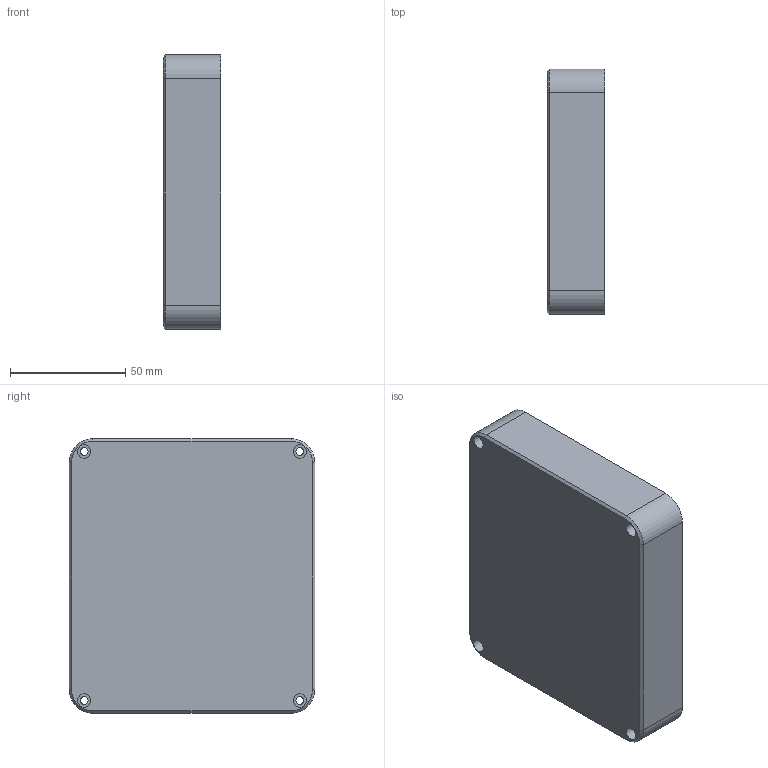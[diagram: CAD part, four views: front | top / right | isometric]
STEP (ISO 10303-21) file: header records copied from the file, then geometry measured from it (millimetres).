
FILE_DESCRIPTION(/* description */ (''),/* implementation_level */ '2;1');
FILE_NAME(/* name */ 'Case_V1.3_LHalf_novent.step.step',/* time_stamp */ '2026-01-28T13:09:58-05:00',/* author */ (''),/* organization */ (''),/* preprocessor_version */ 'ST-DEVELOPER v20.1',/* originating_system */ 'Autodesk Translation Framework v14.24.0.0',/* authorisation */ '');
FILE_SCHEMA (('AUTOMOTIVE_DESIGN { 1 0 10303 214 3 1 1 }'));
Length unit declared in the file: millimetre
Products named in the file (1): 2026-01-28-13-09-58-623
Bounding box: 25 x 106.5 x 119 mm (x, y, z)
Volume: 264345.5 mm3; surface area: 41896 mm2
Topology: 1 solids, 1 shells, 39 faces, 88 edges, 56 vertices
Faces by surface type: plane 22, cylinder 13, cone 4
Full cylindrical faces by diameter (mm): 3.3 x4, 5.75 x4
Entity records: 1137 total; most frequent: DIRECTION 198, CARTESIAN_POINT 184, ORIENTED_EDGE 176, EDGE_CURVE 88, AXIS2_PLACEMENT_3D 70, LINE 58, VECTOR 58, VERTEX_POINT 56
